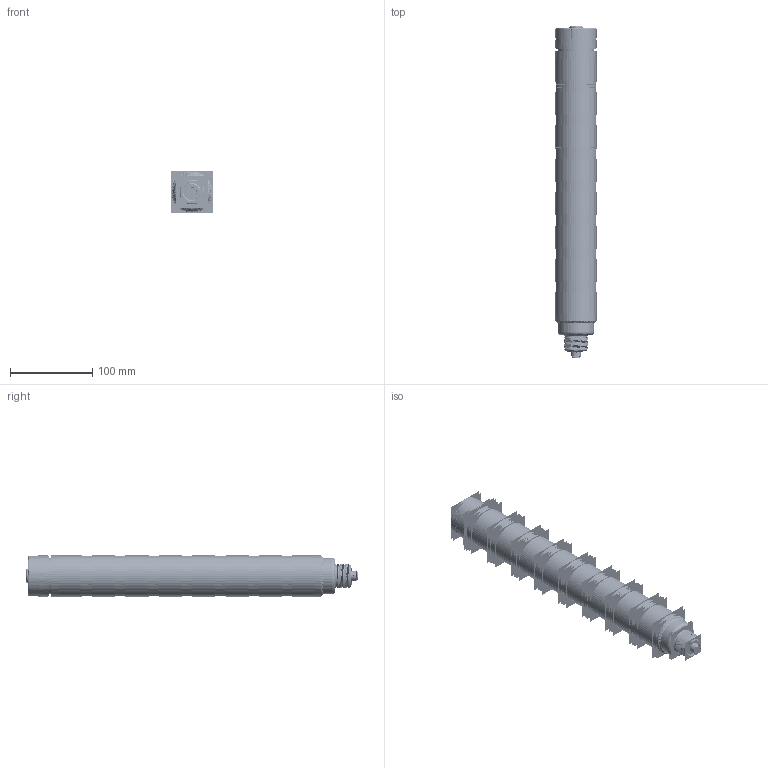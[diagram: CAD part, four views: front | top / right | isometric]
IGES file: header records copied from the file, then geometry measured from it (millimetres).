
Start section:  PTC IGES file: 205826.igs
Global section: file name: 205826.igs; native system: Creo Parametric by PTC Inc.; preprocessor: 2016260; author: pdmadmin; organization: Unknown; date: 20180427.130347; units: millimetre
Bounding box: 52.02 x 404.48 x 52 mm (x, y, z)
Volume: 224331.1 mm3; surface area: 1814573.2 mm2
Topology: 21 solids, 21 shells, 6658 faces, 33756 edges, 42369 vertices
Faces by surface type: bspline 3662, revolution 2996
